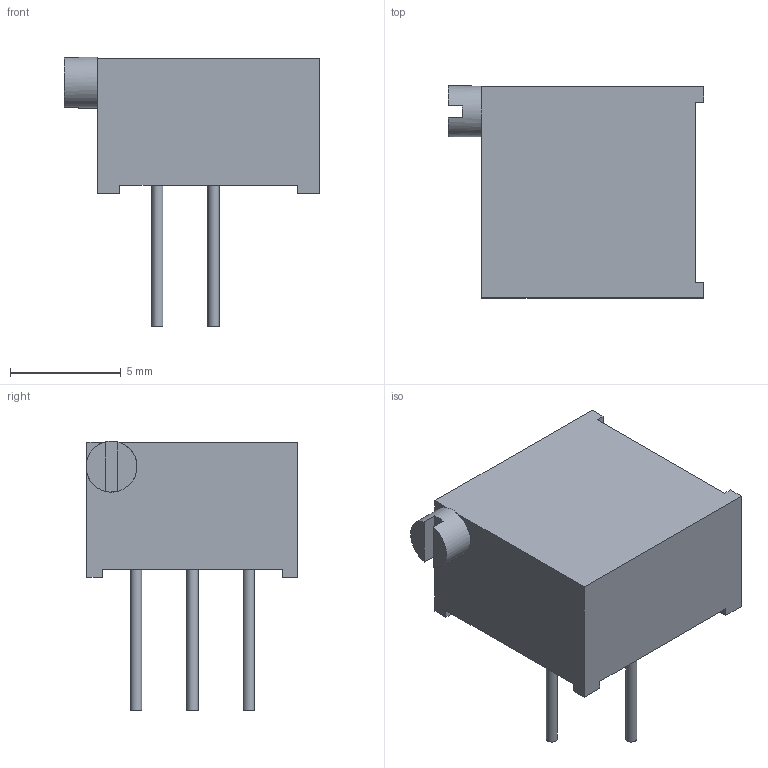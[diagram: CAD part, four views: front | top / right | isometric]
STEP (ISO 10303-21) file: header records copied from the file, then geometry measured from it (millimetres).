
FILE_DESCRIPTION(('FreeCAD Model'),'2;1');
FILE_NAME('Potentiometer_Bourns_3299P_Horizontal.step','2019-01-13T13:24:20',('kicad StepUp'),('ksu MCAD'), 'Open CASCADE STEP processor 7.3','FreeCAD','Unknown');
FILE_SCHEMA(('AUTOMOTIVE_DESIGN { 1 0 10303 214 1 1 1 1 }'));
Length unit declared in the file: millimetre
Products named in the file (1): Potentiometer_Bourns_3299P_Horizontal
Bounding box: 11.55 x 9.56 x 12.18 mm (x, y, z)
Volume: 539.6 mm3; surface area: 462.2 mm2
Topology: 1 solids, 1 shells, 35 faces, 86 edges, 56 vertices
Faces by surface type: plane 31, cylinder 4
Full cylindrical faces by diameter (mm): 0.51 x3, 2.3 x1
Entity records: 1283 total; most frequent: CARTESIAN_POINT 178, DIRECTION 174, ORIENTED_EDGE 172, EDGE_CURVE 86, LINE 70, VECTOR 70, VERTEX_POINT 56, AXIS2_PLACEMENT_3D 52
